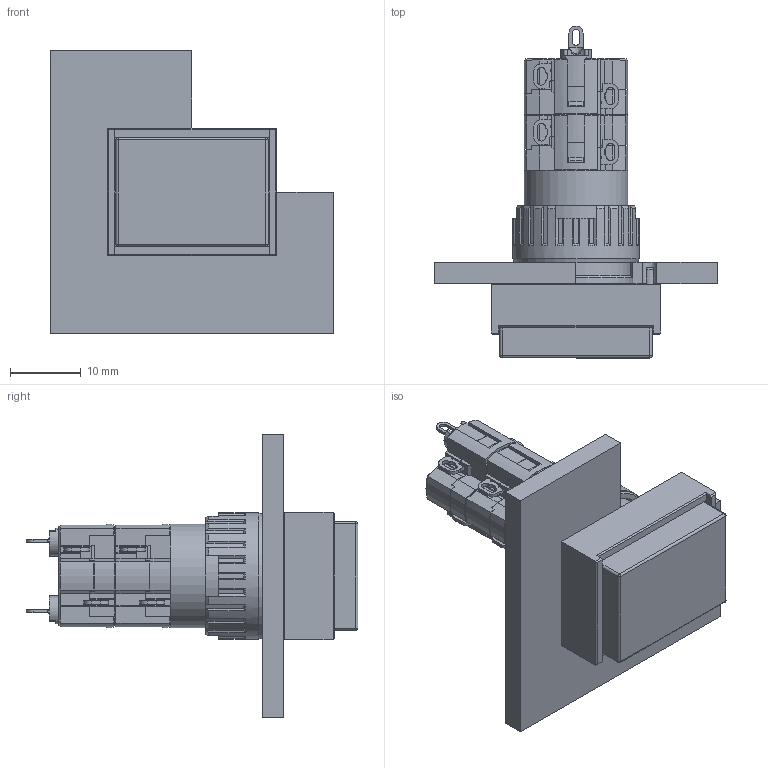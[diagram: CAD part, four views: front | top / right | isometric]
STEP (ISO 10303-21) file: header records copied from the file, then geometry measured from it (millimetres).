
FILE_DESCRIPTION( ( 'Unknown' ), '1' );
FILE_NAME( 'LDT_18x24_L_2SE16_00337544.stp', 'Unknown', ( 'Unknown' ), ( 'Unknown' ), 'PSStep 17.0.49', 'Unknown', ' ' );
FILE_SCHEMA( ( 'AUTOMOTIVE_DESIGN { 1 0 10303 214 1 1 1 1 }' ) );
Length unit declared in the file: millimetre
Products named in the file (13): Schaltelement_ZS_SE16_XS_00336289; Schaltelementblock_ZS_SE16_XS_00336467; Kontakt_00322659; Schaltelement_SE16_XS_00334406; Schaltelementblock_SE16_XS_00336466; 2-Schaltelemente_SE16_XS_00336288; Lampenkontaktfeder_Pos3_linksdrall_00336307; Lampenkontaktfeder_Pos3_rechtsdrall_00336308; Assem1; Vorsatz-Gehaeuse_18x24_00337379; Druckhaube_18x24XXS_00337429; Befestigungsmutter_00311771; Frontplatte_40x40x3_D16-D2vds_00337581
Assembly tree (19 placements, depth 4):
  Assem1
    Vorsatz-Gehaeuse_18x24_00337379
    Druckhaube_18x24XXS_00337429
    Befestigungsmutter_00311771
    Frontplatte_40x40x3_D16-D2vds_00337581
    2-Schaltelemente_SE16_XS_00336288
      Lampenkontaktfeder_Pos3_linksdrall_00336307
      Lampenkontaktfeder_Pos3_rechtsdrall_00336308
      Schaltelement_ZS_SE16_XS_00336289
        Schaltelementblock_ZS_SE16_XS_00336467
        Kontakt_00322659  x4
      Schaltelement_SE16_XS_00334406
        Schaltelementblock_SE16_XS_00336466
        Kontakt_00322659  x4
Bounding box: 40 x 46.9 x 40 mm (x, y, z)
Volume: 8277.1 mm3; surface area: 10657.3 mm2
Topology: 16 solids, 16 shells, 1193 faces, 3326 edges, 2149 vertices
Faces by surface type: plane 925, cylinder 212, cone 43, bspline 8, sphere 4, torus 1
Full cylindrical faces by diameter (mm): 12 x1, 14.6 x1, 14.9 x1, 15.4 x1, 16 x1, 16.05 x1, 17.6 x1, 17.9 x1
Entity records: 38087 total; most frequent: CARTESIAN_POINT 5813, ORIENTED_EDGE 5266, DIRECTION 4911, EDGE_CURVE 2633, LINE 2135, VECTOR 2135, VERTEX_POINT 1698, AXIS2_PLACEMENT_3D 1388
